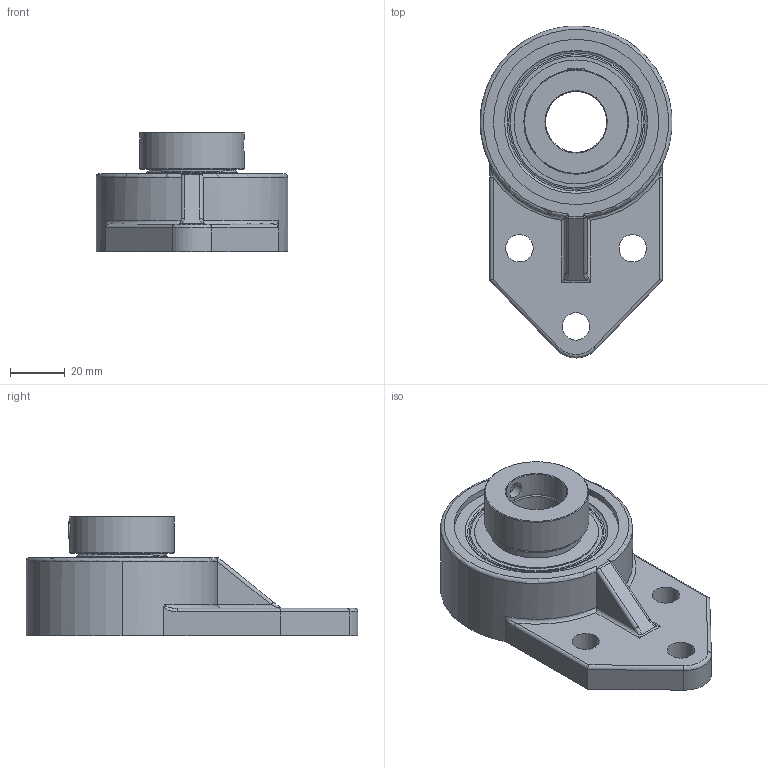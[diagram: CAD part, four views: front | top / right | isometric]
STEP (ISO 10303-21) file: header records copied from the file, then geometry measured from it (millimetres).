
FILE_DESCRIPTION(('HOOPS Exchange Step'),'2;1');
FILE_NAME('export-FF4D3D11-B23A-48E8-8026-BF127E776E4B.stp','2020-05-20T12:04:40-07:00',('dkerr'),('Alibre'),'HOOPS Exchange 2020.0','Alibre','Unknown authorisation');
FILE_SCHEMA( ('AP242_MANAGED_MODEL_BASED_3D_ENGINEERING_MIM_LF {1 0 10303 442 1 1 4 }') );
Length unit declared in the file: inch
Products named in the file (8): MRN SFBM 205 L4L; SNC 205 (Ball Bearing); SNC 205-14 L4L (0.875inch) (Race); SNC 205-14 (Collar); SNC 205 (Shield); SNC 205 (Setscrew); MRN SNC 205-14 L4L (0.875inch); MRN SNCSFBM 205-14 L4L (0.875inch)
Assembly tree (8 placements, depth 3):
  MRN SNCSFBM 205-14 L4L (0.875inch)
    MRN SFBM 205 L4L
    MRN SNC 205-14 L4L (0.875inch)
      SNC 205 (Ball Bearing)
      SNC 205-14 L4L (0.875inch) (Race)
      SNC 205-14 (Collar)
      SNC 205 (Shield)  x2
      SNC 205 (Setscrew)
Bounding box: 69.93 x 120.98 x 43.6 mm (x, y, z)
Volume: 105810.3 mm3; surface area: 44451.1 mm2
Topology: 16 solids, 16 shells, 148 faces, 398 edges, 260 vertices
Faces by surface type: cylinder 50, plane 41, torus 18, sphere 16, cone 13, bspline 10
Full cylindrical faces by diameter (mm): 5.994 x1, 6 x2, 10 x3, 22.225 x2, 30.683 x2, 33.02 x4, 34.036 x2, 38.1 x1, 44.063 x2, 45.212 x2, 56.126 x1, 60.25 x1
Entity records: 7417 total; most frequent: CARTESIAN_POINT 3678, DIRECTION 796, ORIENTED_EDGE 702, EDGE_CURVE 351, AXIS2_PLACEMENT_3D 344, VERTEX_POINT 246, CIRCLE 179, EDGE_LOOP 165
